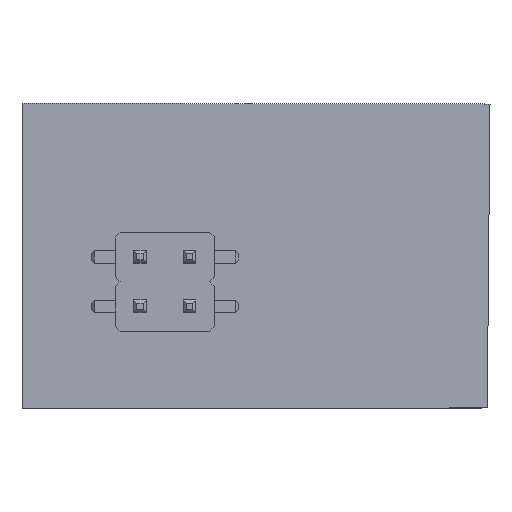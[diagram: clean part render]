
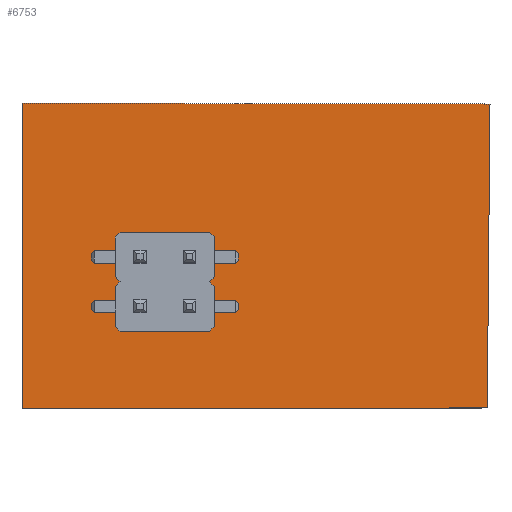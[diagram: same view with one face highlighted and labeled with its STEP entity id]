
A CAD part, top view. The second image highlights one B-rep face of the part: STEP entity #6753.
In plain terms, the highlighted planar face has unit normal (0, 0, 1).
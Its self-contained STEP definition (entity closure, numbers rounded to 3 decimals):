
#6439 = VERTEX_POINT('',#6440);
#6440 = CARTESIAN_POINT('',(70.83,13.09,1.6));
#6447 = PLANE('',#6448);
#6448 = AXIS2_PLACEMENT_3D('',#6449,#6450,#6451);
#6449 = CARTESIAN_POINT('',(70.83,13.09,0.));
#6450 = DIRECTION('',(1.,0.,0.));
#6451 = DIRECTION('',(0.,-1.,0.));
#6459 = PLANE('',#6460);
#6460 = AXIS2_PLACEMENT_3D('',#6461,#6462,#6463);
#6461 = CARTESIAN_POINT('',(94.79,13.05,0.));
#6462 = DIRECTION('',(-0.002,-1.,0.));
#6463 = DIRECTION('',(-1.,0.002,0.));
#6471 = EDGE_CURVE('',#6439,#6472,#6474,.T.);
#6472 = VERTEX_POINT('',#6473);
#6473 = CARTESIAN_POINT('',(70.83,-2.55,1.6));
#6474 = SURFACE_CURVE('',#6475,(#6479,#6486),.PCURVE_S1.);
#6475 = LINE('',#6476,#6477);
#6476 = CARTESIAN_POINT('',(70.83,13.09,1.6));
#6477 = VECTOR('',#6478,1.);
#6478 = DIRECTION('',(0.,-1.,0.));
#6479 = PCURVE('',#6447,#6480);
#6480 = DEFINITIONAL_REPRESENTATION('',(#6481),#6485);
#6481 = LINE('',#6482,#6483);
#6482 = CARTESIAN_POINT('',(0.,-1.6));
#6483 = VECTOR('',#6484,1.);
#6484 = DIRECTION('',(1.,0.));
#6485 = ( GEOMETRIC_REPRESENTATION_CONTEXT(2) 
PARAMETRIC_REPRESENTATION_CONTEXT() REPRESENTATION_CONTEXT('2D SPACE',''
  ) );
#6486 = PCURVE('',#6487,#6492);
#6487 = PLANE('',#6488);
#6488 = AXIS2_PLACEMENT_3D('',#6489,#6490,#6491);
#6489 = CARTESIAN_POINT('',(82.763,5.284,1.6));
#6490 = DIRECTION('',(0.,0.,1.));
#6491 = DIRECTION('',(1.,0.,0.));
#6492 = DEFINITIONAL_REPRESENTATION('',(#6493),#6497);
#6493 = LINE('',#6494,#6495);
#6494 = CARTESIAN_POINT('',(-11.933,7.806));
#6495 = VECTOR('',#6496,1.);
#6496 = DIRECTION('',(0.,-1.));
#6497 = ( GEOMETRIC_REPRESENTATION_CONTEXT(2) 
PARAMETRIC_REPRESENTATION_CONTEXT() REPRESENTATION_CONTEXT('2D SPACE',''
  ) );
#6515 = PLANE('',#6516);
#6516 = AXIS2_PLACEMENT_3D('',#6517,#6518,#6519);
#6517 = CARTESIAN_POINT('',(70.83,-2.55,0.));
#6518 = DIRECTION('',(-0.002,1.,0.));
#6519 = DIRECTION('',(1.,0.002,0.));
#6557 = EDGE_CURVE('',#6472,#6558,#6560,.T.);
#6558 = VERTEX_POINT('',#6559);
#6559 = CARTESIAN_POINT('',(94.65,-2.51,1.6));
#6560 = SURFACE_CURVE('',#6561,(#6565,#6572),.PCURVE_S1.);
#6561 = LINE('',#6562,#6563);
#6562 = CARTESIAN_POINT('',(70.83,-2.55,1.6));
#6563 = VECTOR('',#6564,1.);
#6564 = DIRECTION('',(1.,0.002,0.));
#6565 = PCURVE('',#6515,#6566);
#6566 = DEFINITIONAL_REPRESENTATION('',(#6567),#6571);
#6567 = LINE('',#6568,#6569);
#6568 = CARTESIAN_POINT('',(0.,-1.6));
#6569 = VECTOR('',#6570,1.);
#6570 = DIRECTION('',(1.,0.));
#6571 = ( GEOMETRIC_REPRESENTATION_CONTEXT(2) 
PARAMETRIC_REPRESENTATION_CONTEXT() REPRESENTATION_CONTEXT('2D SPACE',''
  ) );
#6572 = PCURVE('',#6487,#6573);
#6573 = DEFINITIONAL_REPRESENTATION('',(#6574),#6578);
#6574 = LINE('',#6575,#6576);
#6575 = CARTESIAN_POINT('',(-11.933,-7.834));
#6576 = VECTOR('',#6577,1.);
#6577 = DIRECTION('',(1.,0.002));
#6578 = ( GEOMETRIC_REPRESENTATION_CONTEXT(2) 
PARAMETRIC_REPRESENTATION_CONTEXT() REPRESENTATION_CONTEXT('2D SPACE',''
  ) );
#6596 = PLANE('',#6597);
#6597 = AXIS2_PLACEMENT_3D('',#6598,#6599,#6600);
#6598 = CARTESIAN_POINT('',(94.65,-2.51,0.));
#6599 = DIRECTION('',(-1.,0.009,0.));
#6600 = DIRECTION('',(0.009,1.,0.));
#6633 = EDGE_CURVE('',#6558,#6634,#6636,.T.);
#6634 = VERTEX_POINT('',#6635);
#6635 = CARTESIAN_POINT('',(94.79,13.05,1.6));
#6636 = SURFACE_CURVE('',#6637,(#6641,#6648),.PCURVE_S1.);
#6637 = LINE('',#6638,#6639);
#6638 = CARTESIAN_POINT('',(94.65,-2.51,1.6));
#6639 = VECTOR('',#6640,1.);
#6640 = DIRECTION('',(0.009,1.,0.));
#6641 = PCURVE('',#6596,#6642);
#6642 = DEFINITIONAL_REPRESENTATION('',(#6643),#6647);
#6643 = LINE('',#6644,#6645);
#6644 = CARTESIAN_POINT('',(0.,-1.6));
#6645 = VECTOR('',#6646,1.);
#6646 = DIRECTION('',(1.,0.));
#6647 = ( GEOMETRIC_REPRESENTATION_CONTEXT(2) 
PARAMETRIC_REPRESENTATION_CONTEXT() REPRESENTATION_CONTEXT('2D SPACE',''
  ) );
#6648 = PCURVE('',#6487,#6649);
#6649 = DEFINITIONAL_REPRESENTATION('',(#6650),#6654);
#6650 = LINE('',#6651,#6652);
#6651 = CARTESIAN_POINT('',(11.887,-7.794));
#6652 = VECTOR('',#6653,1.);
#6653 = DIRECTION('',(0.009,1.));
#6654 = ( GEOMETRIC_REPRESENTATION_CONTEXT(2) 
PARAMETRIC_REPRESENTATION_CONTEXT() REPRESENTATION_CONTEXT('2D SPACE',''
  ) );
#6704 = EDGE_CURVE('',#6634,#6439,#6705,.T.);
#6705 = SURFACE_CURVE('',#6706,(#6710,#6717),.PCURVE_S1.);
#6706 = LINE('',#6707,#6708);
#6707 = CARTESIAN_POINT('',(94.79,13.05,1.6));
#6708 = VECTOR('',#6709,1.);
#6709 = DIRECTION('',(-1.,0.002,0.));
#6710 = PCURVE('',#6459,#6711);
#6711 = DEFINITIONAL_REPRESENTATION('',(#6712),#6716);
#6712 = LINE('',#6713,#6714);
#6713 = CARTESIAN_POINT('',(0.,-1.6));
#6714 = VECTOR('',#6715,1.);
#6715 = DIRECTION('',(1.,0.));
#6716 = ( GEOMETRIC_REPRESENTATION_CONTEXT(2) 
PARAMETRIC_REPRESENTATION_CONTEXT() REPRESENTATION_CONTEXT('2D SPACE',''
  ) );
#6717 = PCURVE('',#6487,#6718);
#6718 = DEFINITIONAL_REPRESENTATION('',(#6719),#6723);
#6719 = LINE('',#6720,#6721);
#6720 = CARTESIAN_POINT('',(12.027,7.766));
#6721 = VECTOR('',#6722,1.);
#6722 = DIRECTION('',(-1.,0.002));
#6723 = ( GEOMETRIC_REPRESENTATION_CONTEXT(2) 
PARAMETRIC_REPRESENTATION_CONTEXT() REPRESENTATION_CONTEXT('2D SPACE',''
  ) );
#6753 = ADVANCED_FACE('',(#6754),#6487,.T.);
#6754 = FACE_BOUND('',#6755,.T.);
#6755 = EDGE_LOOP('',(#6756,#6757,#6758,#6759));
#6756 = ORIENTED_EDGE('',*,*,#6471,.T.);
#6757 = ORIENTED_EDGE('',*,*,#6557,.T.);
#6758 = ORIENTED_EDGE('',*,*,#6633,.T.);
#6759 = ORIENTED_EDGE('',*,*,#6704,.T.);
